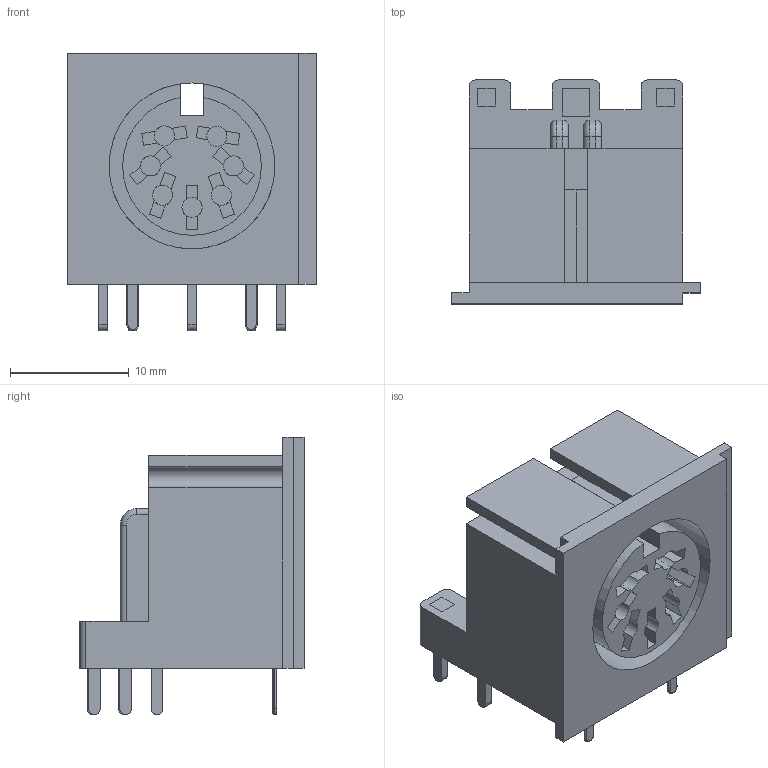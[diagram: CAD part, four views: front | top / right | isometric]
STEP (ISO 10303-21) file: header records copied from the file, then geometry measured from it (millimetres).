
FILE_DESCRIPTION(/* description */ ('FreeCAD Model'),/* implementation_level */ '2;1');
FILE_NAME(/* name */ 'din-7-jack.step',/* time_stamp */ '2024-12-11T08:59:20+01:00',/* author */ (''),/* organization */ (''),/* preprocessor_version */ 'ST-DEVELOPER v20',/* originating_system */ 'Autodesk Translation Framework v13.20.0.188',/* authorisation */ '');
FILE_SCHEMA (('AUTOMOTIVE_DESIGN { 1 0 10303 214 3 1 1 }'));
Length unit declared in the file: millimetre
Products named in the file (9): din-5-jack; Body; front-pin2; Body003; front-pin1; Body006; Body004; Body005; Body007
Assembly tree (8 placements, depth 2):
  din-5-jack
    Body
    front-pin2
    Body003
    front-pin1
    Body006
    Body004
    Body005
    Body007
Bounding box: 21 x 18.9 x 23.4 mm (x, y, z)
Volume: 3889.5 mm3; surface area: 3913.8 mm2
Topology: 11 solids, 11 shells, 270 faces, 688 edges, 446 vertices
Faces by surface type: plane 203, cylinder 55, torus 12
Full cylindrical faces by diameter (mm): 1.7 x5, 1.709 x2, 14 x1
Entity records: 8394 total; most frequent: CARTESIAN_POINT 1422, DIRECTION 1416, ORIENTED_EDGE 1378, EDGE_CURVE 689, LINE 536, VECTOR 536, VERTEX_POINT 446, AXIS2_PLACEMENT_3D 440
